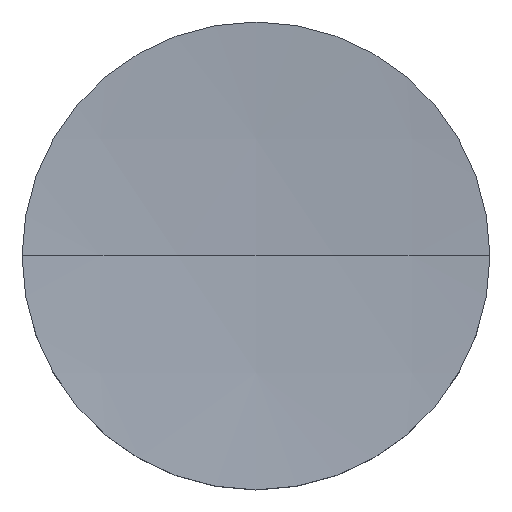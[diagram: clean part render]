
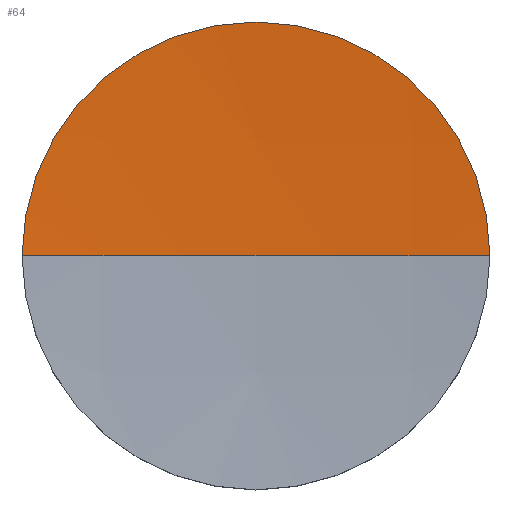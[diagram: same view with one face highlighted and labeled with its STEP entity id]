
A CAD part, top view. The second image highlights one B-rep face of the part: STEP entity #64.
In plain terms, the highlighted spherical face has radius 150 mm.
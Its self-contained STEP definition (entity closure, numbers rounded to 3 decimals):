
#6 = CARTESIAN_POINT ( 'NONE',  ( 0., 0., 5.461 ) ) ;
#13 = DIRECTION ( 'NONE',  ( 0., -1., 0. ) ) ;
#16 = DIRECTION ( 'NONE',  ( 0., 0., 1. ) ) ;
#17 = EDGE_CURVE ( 'NONE', #104, #27, #39, .T. ) ;
#18 = FACE_OUTER_BOUND ( 'NONE', #94, .T. ) ;
#25 = DIRECTION ( 'NONE',  ( 1., 0., 0. ) ) ;
#27 = VERTEX_POINT ( 'NONE', #32 ) ;
#31 = DIRECTION ( 'NONE',  ( 0., 0., -1. ) ) ;
#32 = CARTESIAN_POINT ( 'NONE',  ( 12.7, 0., 6. ) ) ;
#35 = AXIS2_PLACEMENT_3D ( 'NONE', #155, #13, #201 ) ;
#37 = AXIS2_PLACEMENT_3D ( 'NONE', #62, #136, #25 ) ;
#38 = EDGE_CURVE ( 'NONE', #27, #157, #111, .T. ) ;
#39 = CIRCLE ( 'NONE', #141, 12.7 ) ;
#42 = ORIENTED_EDGE ( 'NONE', *, *, #38, .F. ) ;
#46 = DIRECTION ( 'NONE',  ( 1., 0., 0. ) ) ;
#47 = EDGE_CURVE ( 'NONE', #104, #157, #49, .T. ) ;
#49 = CIRCLE ( 'NONE', #35, 150. ) ;
#54 = AXIS2_PLACEMENT_3D ( 'NONE', #95, #121, #16 ) ;
#62 = CARTESIAN_POINT ( 'NONE',  ( 0., 0., 155.461 ) ) ;
#64 = ADVANCED_FACE ( 'NONE', ( #18 ), #102, .F. ) ;
#82 = ORIENTED_EDGE ( 'NONE', *, *, #17, .F. ) ;
#92 = ORIENTED_EDGE ( 'NONE', *, *, #47, .T. ) ;
#94 = EDGE_LOOP ( 'NONE', ( #82, #92, #42 ) ) ;
#95 = CARTESIAN_POINT ( 'NONE',  ( 0., 0., 155.461 ) ) ;
#102 = SPHERICAL_SURFACE ( 'NONE', #37, 150. ) ;
#104 = VERTEX_POINT ( 'NONE', #186 ) ;
#111 = CIRCLE ( 'NONE', #54, 150. ) ;
#121 = DIRECTION ( 'NONE',  ( 0., 1., 0. ) ) ;
#136 = DIRECTION ( 'NONE',  ( 0., -1., 0. ) ) ;
#141 = AXIS2_PLACEMENT_3D ( 'NONE', #183, #31, #46 ) ;
#155 = CARTESIAN_POINT ( 'NONE',  ( 0., 0., 155.461 ) ) ;
#157 = VERTEX_POINT ( 'NONE', #6 ) ;
#183 = CARTESIAN_POINT ( 'NONE',  ( 0., 0., 6. ) ) ;
#186 = CARTESIAN_POINT ( 'NONE',  ( -12.7, 0., 6. ) ) ;
#201 = DIRECTION ( 'NONE',  ( 1., 0., 0. ) ) ;
